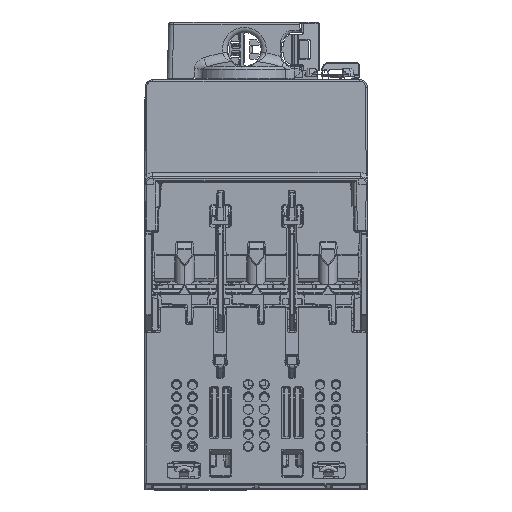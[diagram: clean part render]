
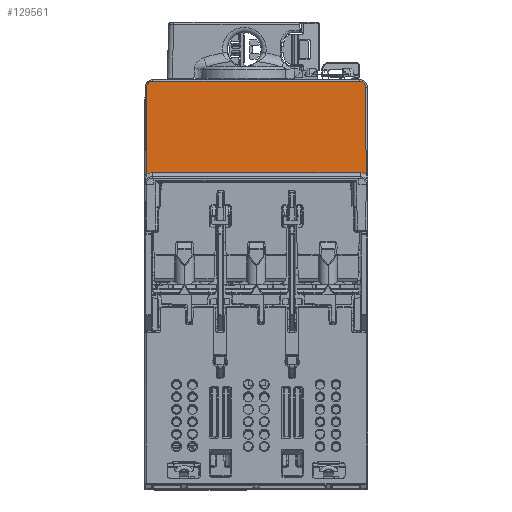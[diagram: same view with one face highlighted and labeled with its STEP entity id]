
A CAD part, top view. The second image highlights one B-rep face of the part: STEP entity #129561.
In plain terms, the highlighted planar face has unit normal (0, 0.009, 1).
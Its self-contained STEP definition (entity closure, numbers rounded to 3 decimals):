
#113168=DIRECTION('',(-1.,0.,0.));
#113169=VECTOR('',#113168,41.529);
#113170=CARTESIAN_POINT('',(41.337,96.783,
-46.568));
#113171=LINE('',#113170,#113169);
#113172=CARTESIAN_POINT('',(42.537,95.588,
-46.557));
#113173=CARTESIAN_POINT('',(42.536,95.623,
-46.557));
#113174=CARTESIAN_POINT('',(42.533,95.694,
-46.558));
#113175=CARTESIAN_POINT('',(42.519,95.796,
-46.559));
#113176=CARTESIAN_POINT('',(42.496,95.898,
-46.56));
#113177=CARTESIAN_POINT('',(42.464,95.997,
-46.561));
#113178=CARTESIAN_POINT('',(42.424,96.093,
-46.562));
#113179=CARTESIAN_POINT('',(42.376,96.185,
-46.562));
#113180=CARTESIAN_POINT('',(42.32,96.272,
-46.563));
#113181=CARTESIAN_POINT('',(42.257,96.355,
-46.564));
#113182=CARTESIAN_POINT('',(42.187,96.432,
-46.565));
#113183=CARTESIAN_POINT('',(42.11,96.502,
-46.565));
#113184=CARTESIAN_POINT('',(42.028,96.565,
-46.566));
#113185=CARTESIAN_POINT('',(41.94,96.621,
-46.566));
#113186=CARTESIAN_POINT('',(41.848,96.67,
-46.567));
#113187=CARTESIAN_POINT('',(41.752,96.71,
-46.567));
#113188=CARTESIAN_POINT('',(41.654,96.741,
-46.567));
#113189=CARTESIAN_POINT('',(41.551,96.765,
-46.567));
#113190=CARTESIAN_POINT('',(41.445,96.779,
-46.568));
#113191=CARTESIAN_POINT('',(41.373,96.783,
-46.568));
#113192=CARTESIAN_POINT('',(41.337,96.783,
-46.568));
#113194=DIRECTION('',(-0.004,1.,-0.009));
#113195=VECTOR('',#113194,17.548);
#113196=CARTESIAN_POINT('',(42.613,78.04,
-46.404));
#113197=LINE('',#113196,#113195);
#113198=CARTESIAN_POINT('',(41.422,78.373,
-46.407));
#113199=CARTESIAN_POINT('',(41.482,78.373,
-46.407));
#113200=CARTESIAN_POINT('',(41.601,78.368,
-46.407));
#113201=CARTESIAN_POINT('',(41.779,78.348,
-46.407));
#113202=CARTESIAN_POINT('',(41.955,78.313,
-46.406));
#113203=CARTESIAN_POINT('',(42.127,78.265,
-46.406));
#113204=CARTESIAN_POINT('',(42.295,78.203,
-46.405));
#113205=CARTESIAN_POINT('',(42.458,78.129,
-46.405));
#113206=CARTESIAN_POINT('',(42.562,78.071,
-46.404));
#113207=CARTESIAN_POINT('',(42.613,78.04,
-46.404));
#113209=DIRECTION('',(1.,0.,0.));
#113210=VECTOR('',#113209,41.699);
#113211=CARTESIAN_POINT('',(-0.277,78.373,
-46.407));
#113212=LINE('',#113211,#113210);
#113213=CARTESIAN_POINT('',(-1.469,78.04,
-46.404));
#113214=CARTESIAN_POINT('',(-1.418,78.071,
-46.404));
#113215=CARTESIAN_POINT('',(-1.314,78.129,
-46.405));
#113216=CARTESIAN_POINT('',(-1.152,78.203,
-46.405));
#113217=CARTESIAN_POINT('',(-0.984,78.264,
-46.406));
#113218=CARTESIAN_POINT('',(-0.813,78.312,
-46.406));
#113219=CARTESIAN_POINT('',(-0.637,78.347,
-46.407));
#113220=CARTESIAN_POINT('',(-0.458,78.368,
-46.407));
#113221=CARTESIAN_POINT('',(-0.338,78.373,
-46.407));
#113222=CARTESIAN_POINT('',(-0.277,78.373,
-46.407));
#113224=DIRECTION('',(-0.004,-1.,0.009));
#113225=VECTOR('',#113224,17.548);
#113226=CARTESIAN_POINT('',(-1.392,95.588,
-46.557));
#113227=LINE('',#113226,#113225);
#113228=CARTESIAN_POINT('',(-0.192,96.783,
-46.568));
#113229=CARTESIAN_POINT('',(-0.228,96.783,
-46.568));
#113230=CARTESIAN_POINT('',(-0.298,96.779,
-46.568));
#113231=CARTESIAN_POINT('',(-0.401,96.766,
-46.567));
#113232=CARTESIAN_POINT('',(-0.502,96.743,
-46.567));
#113233=CARTESIAN_POINT('',(-0.602,96.712,
-46.567));
#113234=CARTESIAN_POINT('',(-0.698,96.673,
-46.567));
#113235=CARTESIAN_POINT('',(-0.79,96.625,
-46.566));
#113236=CARTESIAN_POINT('',(-0.878,96.569,
-46.566));
#113237=CARTESIAN_POINT('',(-0.961,96.506,
-46.565));
#113238=CARTESIAN_POINT('',(-1.038,96.437,
-46.565));
#113239=CARTESIAN_POINT('',(-1.108,96.36,
-46.564));
#113240=CARTESIAN_POINT('',(-1.172,96.278,
-46.563));
#113241=CARTESIAN_POINT('',(-1.229,96.191,
-46.562));
#113242=CARTESIAN_POINT('',(-1.277,96.099,
-46.562));
#113243=CARTESIAN_POINT('',(-1.318,96.003,
-46.561));
#113244=CARTESIAN_POINT('',(-1.35,95.905,
-46.56));
#113245=CARTESIAN_POINT('',(-1.374,95.802,
-46.559));
#113246=CARTESIAN_POINT('',(-1.389,95.696,
-46.558));
#113247=CARTESIAN_POINT('',(-1.392,95.624,
-46.557));
#113248=CARTESIAN_POINT('',(-1.392,95.588,
-46.557));
#123795=CARTESIAN_POINT('',(-1.469,78.04,
-46.404));
#126581=CARTESIAN_POINT('',(-0.277,78.373,
-46.407));
#126582=CARTESIAN_POINT('',(41.422,78.373,
-46.407));
#126583=VERTEX_POINT('',#126581);
#126584=VERTEX_POINT('',#126582);
#126627=CARTESIAN_POINT('',(41.337,96.783,
-46.568));
#126628=CARTESIAN_POINT('',(-0.192,96.783,
-46.568));
#126629=VERTEX_POINT('',#126627);
#126630=VERTEX_POINT('',#126628);
#127175=VERTEX_POINT('',#123795);
#127176=CARTESIAN_POINT('',(-1.392,95.588,
-46.557));
#127177=VERTEX_POINT('',#127176);
#127180=VERTEX_POINT('',#113172);
#127182=CARTESIAN_POINT('',(42.613,78.04,
-46.404));
#127183=VERTEX_POINT('',#127182);
#129538=CARTESIAN_POINT('',(-2.898,77.58,-46.4));
#129539=DIRECTION('',(0.,0.009,1.));
#129540=DIRECTION('',(1.,0.,0.));
#129541=AXIS2_PLACEMENT_3D('',#129538,#129539,#129540);
#129542=PLANE('',#129541);
#129544=ORIENTED_EDGE('',*,*,#129543,.F.);
#129546=ORIENTED_EDGE('',*,*,#129545,.F.);
#129548=ORIENTED_EDGE('',*,*,#129547,.F.);
#129550=ORIENTED_EDGE('',*,*,#129549,.F.);
#129552=ORIENTED_EDGE('',*,*,#129551,.F.);
#129554=ORIENTED_EDGE('',*,*,#129553,.F.);
#129556=ORIENTED_EDGE('',*,*,#129555,.F.);
#129558=ORIENTED_EDGE('',*,*,#129557,.F.);
#129559=EDGE_LOOP('',(#129544,#129546,#129548,#129550,#129552,#129554,#129556,
#129558));
#129560=FACE_OUTER_BOUND('',#129559,.F.);
#129561=ADVANCED_FACE('',(#129560),#129542,.T.);
#113193=B_SPLINE_CURVE_WITH_KNOTS('',3,(#113172,#113173,#113174,#113175,#113176,
#113177,#113178,#113179,#113180,#113181,#113182,#113183,#113184,#113185,#113186,
#113187,#113188,#113189,#113190,#113191,#113192),.UNSPECIFIED.,.F.,.F.,(4,1,1,1,
1,1,1,1,1,1,1,1,1,1,1,1,1,1,4),(0.,0.056,0.111,
0.167,0.222,0.278,0.333,
0.389,0.444,0.5,0.556,0.611,
0.667,0.722,0.778,0.833,
0.889,0.944,1.),.UNSPECIFIED.);
#113208=B_SPLINE_CURVE_WITH_KNOTS('',3,(#113198,#113199,#113200,#113201,#113202,
#113203,#113204,#113205,#113206,#113207),.UNSPECIFIED.,.F.,.F.,(4,1,1,1,1,1,1,
4),(0.,0.143,0.286,0.429,
0.571,0.714,0.857,1.),.UNSPECIFIED.);
#113223=B_SPLINE_CURVE_WITH_KNOTS('',3,(#113213,#113214,#113215,#113216,#113217,
#113218,#113219,#113220,#113221,#113222),.UNSPECIFIED.,.F.,.F.,(4,1,1,1,1,1,1,
4),(0.,0.143,0.286,0.429,
0.571,0.714,0.857,1.),.UNSPECIFIED.);
#113249=B_SPLINE_CURVE_WITH_KNOTS('',3,(#113228,#113229,#113230,#113231,#113232,
#113233,#113234,#113235,#113236,#113237,#113238,#113239,#113240,#113241,#113242,
#113243,#113244,#113245,#113246,#113247,#113248),.UNSPECIFIED.,.F.,.F.,(4,1,1,1,
1,1,1,1,1,1,1,1,1,1,1,1,1,1,4),(0.,0.056,0.111,
0.167,0.222,0.278,0.333,
0.389,0.444,0.5,0.556,0.611,
0.667,0.722,0.778,0.833,
0.889,0.944,1.),.UNSPECIFIED.);
#129543=EDGE_CURVE('',#126629,#126630,#113171,.T.);
#129545=EDGE_CURVE('',#127180,#126629,#113193,.T.);
#129547=EDGE_CURVE('',#127183,#127180,#113197,.T.);
#129549=EDGE_CURVE('',#126584,#127183,#113208,.T.);
#129551=EDGE_CURVE('',#126583,#126584,#113212,.T.);
#129553=EDGE_CURVE('',#127175,#126583,#113223,.T.);
#129555=EDGE_CURVE('',#127177,#127175,#113227,.T.);
#129557=EDGE_CURVE('',#126630,#127177,#113249,.T.);
